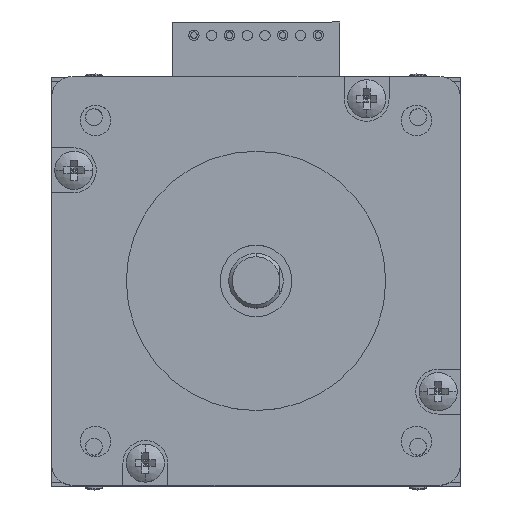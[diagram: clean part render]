
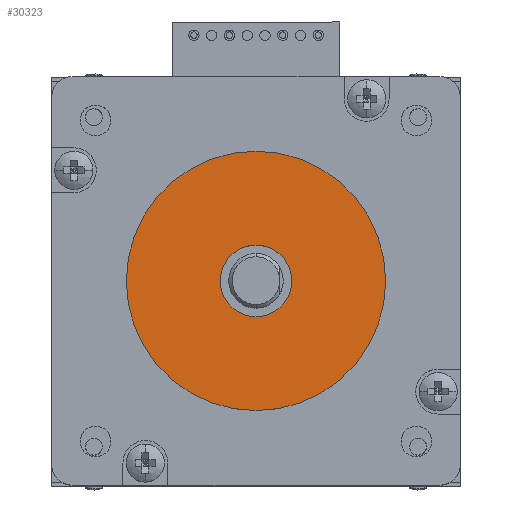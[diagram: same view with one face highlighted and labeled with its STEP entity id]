
A CAD part, top view. The second image highlights one B-rep face of the part: STEP entity #30323.
In plain terms, the highlighted face is planar.
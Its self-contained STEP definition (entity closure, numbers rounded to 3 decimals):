
#172 = DIRECTION ( 'NONE',  ( 0., 0., 1. ) ) ;
#1198 = VERTEX_POINT ( 'NONE', #41378 ) ;
#1855 = CIRCLE ( 'NONE', #44974, 5.25 ) ;
#3464 = CARTESIAN_POINT ( 'NONE',  ( 19.832, 19.812, -41.1 ) ) ;
#6663 = CARTESIAN_POINT ( 'NONE',  ( 0., 0., -41.1 ) ) ;
#6869 = EDGE_CURVE ( 'NONE', #35973, #49272, #24366, .T. ) ;
#7153 = EDGE_CURVE ( 'NONE', #1198, #31361, #1855, .T. ) ;
#8817 = DIRECTION ( 'NONE',  ( -1., 0., 0. ) ) ;
#9896 = ORIENTED_EDGE ( 'NONE', *, *, #63538, .F. ) ;
#12038 = DIRECTION ( 'NONE',  ( -1., 0., 0. ) ) ;
#12981 = AXIS2_PLACEMENT_3D ( 'NONE', #3464, #40243, #8817 ) ;
#13948 = CIRCLE ( 'NONE', #28992, 5.25 ) ;
#14853 = CARTESIAN_POINT ( 'NONE',  ( -19.05, 0., -41.1 ) ) ;
#16007 = DIRECTION ( 'NONE',  ( 0., 0., 1. ) ) ;
#19021 = ORIENTED_EDGE ( 'NONE', *, *, #6869, .F. ) ;
#21824 = FACE_OUTER_BOUND ( 'NONE', #32010, .T. ) ;
#22292 = AXIS2_PLACEMENT_3D ( 'NONE', #47362, #16007, #52566 ) ;
#24366 = CIRCLE ( 'NONE', #46403, 19.05 ) ;
#24378 = ORIENTED_EDGE ( 'NONE', *, *, #7153, .T. ) ;
#28992 = AXIS2_PLACEMENT_3D ( 'NONE', #60268, #29278, #65399 ) ;
#29278 = DIRECTION ( 'NONE',  ( 0., 0., 1. ) ) ;
#30323 = ADVANCED_FACE ( 'NONE', ( #21824, #66510 ), #50499, .T. ) ;
#31361 = VERTEX_POINT ( 'NONE', #65878 ) ;
#31704 = CARTESIAN_POINT ( 'NONE',  ( 0., 0., -41.1 ) ) ;
#32010 = EDGE_LOOP ( 'NONE', ( #19021, #9896 ) ) ;
#35973 = VERTEX_POINT ( 'NONE', #14853 ) ;
#36935 = DIRECTION ( 'NONE',  ( -1., 0., 0. ) ) ;
#38044 = CARTESIAN_POINT ( 'NONE',  ( 19.05, 0., -41.1 ) ) ;
#40243 = DIRECTION ( 'NONE',  ( 0., 0., -1. ) ) ;
#41378 = CARTESIAN_POINT ( 'NONE',  ( 5.25, 0., -41.1 ) ) ;
#43385 = DIRECTION ( 'NONE',  ( 0., 0., 1. ) ) ;
#44974 = AXIS2_PLACEMENT_3D ( 'NONE', #31704, #172, #36935 ) ;
#45218 = CIRCLE ( 'NONE', #22292, 19.05 ) ;
#46403 = AXIS2_PLACEMENT_3D ( 'NONE', #6663, #43385, #12038 ) ;
#47362 = CARTESIAN_POINT ( 'NONE',  ( 0., 0., -41.1 ) ) ;
#49272 = VERTEX_POINT ( 'NONE', #38044 ) ;
#50499 = PLANE ( 'NONE',  #12981 ) ;
#52148 = EDGE_LOOP ( 'NONE', ( #64835, #24378 ) ) ;
#52566 = DIRECTION ( 'NONE',  ( -1., 0., 0. ) ) ;
#60268 = CARTESIAN_POINT ( 'NONE',  ( 0., 0., -41.1 ) ) ;
#61087 = EDGE_CURVE ( 'NONE', #31361, #1198, #13948, .T. ) ;
#63538 = EDGE_CURVE ( 'NONE', #49272, #35973, #45218, .T. ) ;
#64835 = ORIENTED_EDGE ( 'NONE', *, *, #61087, .T. ) ;
#65399 = DIRECTION ( 'NONE',  ( -1., 0., 0. ) ) ;
#65878 = CARTESIAN_POINT ( 'NONE',  ( -5.25, 0., -41.1 ) ) ;
#66510 = FACE_BOUND ( 'NONE', #52148, .T. ) ;
